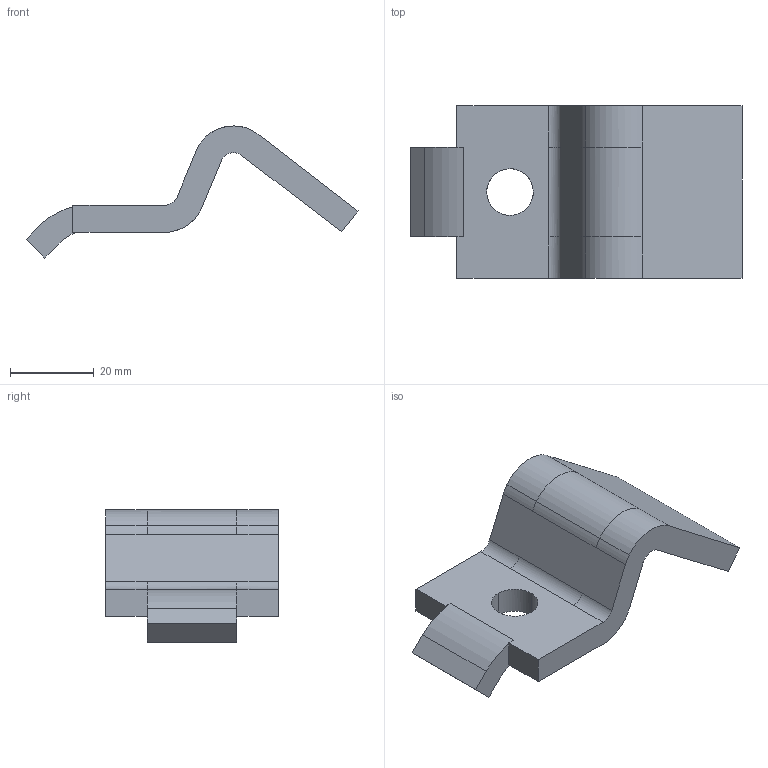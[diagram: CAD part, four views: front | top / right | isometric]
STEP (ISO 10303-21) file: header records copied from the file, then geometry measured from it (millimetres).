
FILE_DESCRIPTION(('TurboCAD Mac Pro'),'Build 980');
FILE_NAME('P2243.stp',' ',(''),(''),'ACIS Interop','IMSI','TurboCAD Mac Pro BY IMSI, INCORPORATED');
FILE_SCHEMA(('automotive_design'));
Length unit declared in the file: inch
Products named in the file (1): 1
Bounding box: 79.33 x 41.27 x 31.58 mm (x, y, z)
Volume: 22933.6 mm3; surface area: 9133.2 mm2
Topology: 1 solids, 1 shells, 42 faces, 114 edges, 74 vertices
Faces by surface type: bspline 21, plane 18, cylinder 3
Entity records: 1793 total; most frequent: CARTESIAN_POINT 488, ORIENTED_EDGE 228, DIRECTION 136, EDGE_CURVE 114, LINE 76, VECTOR 76, VERTEX_POINT 74, EDGE_LOOP 44
